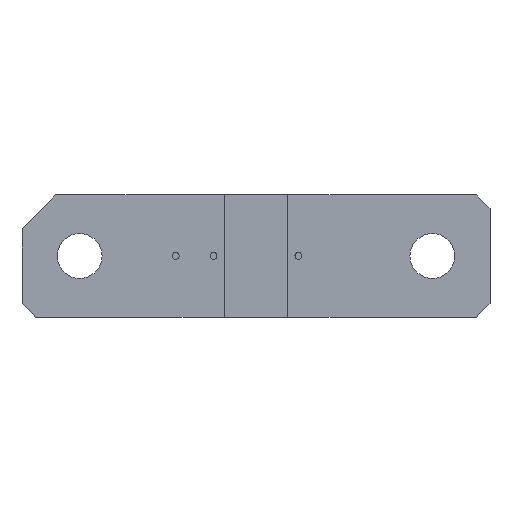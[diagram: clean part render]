
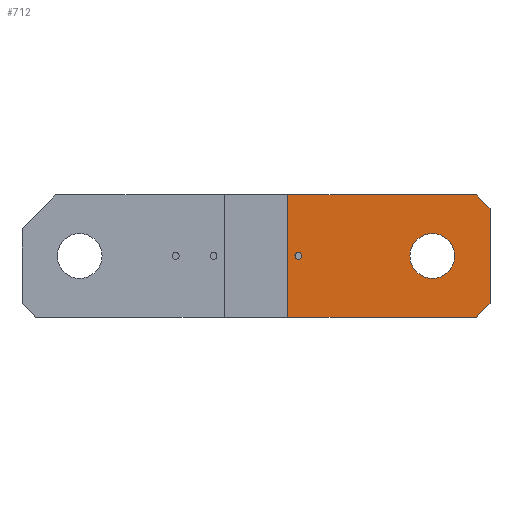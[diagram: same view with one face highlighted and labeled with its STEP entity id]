
A CAD part, top view. The second image highlights one B-rep face of the part: STEP entity #712.
In plain terms, the highlighted planar face has unit normal (0, 0, 1).
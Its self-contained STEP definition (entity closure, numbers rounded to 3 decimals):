
#497=CARTESIAN_POINT('',(26.,0.,3.));
#498=DIRECTION('',(0.,0.,1.));
#499=DIRECTION('',(1.,0.,0.));
#500=AXIS2_PLACEMENT_3D('',#497,#498,#499);
#502=CARTESIAN_POINT('',(26.,0.,3.));
#503=DIRECTION('',(0.,0.,1.));
#504=DIRECTION('',(-1.,0.,0.));
#505=AXIS2_PLACEMENT_3D('',#502,#503,#504);
#507=DIRECTION('',(-0.707,0.707,0.));
#508=VECTOR('',#507,2.828);
#509=CARTESIAN_POINT('',(34.5,7.,3.));
#510=LINE('',#509,#508);
#511=DIRECTION('',(0.,1.,0.));
#512=VECTOR('',#511,14.);
#513=CARTESIAN_POINT('',(34.5,-7.,3.));
#514=LINE('',#513,#512);
#515=DIRECTION('',(0.707,0.707,0.));
#516=VECTOR('',#515,2.828);
#517=CARTESIAN_POINT('',(32.5,-9.,3.));
#518=LINE('',#517,#516);
#519=DIRECTION('',(1.,0.,0.));
#520=VECTOR('',#519,27.8);
#521=CARTESIAN_POINT('',(4.7,-9.,3.));
#522=LINE('',#521,#520);
#523=DIRECTION('',(0.,1.,0.));
#524=VECTOR('',#523,18.);
#525=CARTESIAN_POINT('',(4.7,-9.,3.));
#526=LINE('',#525,#524);
#527=DIRECTION('',(-1.,0.,0.));
#528=VECTOR('',#527,27.8);
#529=CARTESIAN_POINT('',(32.5,9.,3.));
#530=LINE('',#529,#528);
#531=CARTESIAN_POINT('',(6.25,0.,3.));
#532=DIRECTION('',(0.,0.,1.));
#533=DIRECTION('',(1.,0.,0.));
#534=AXIS2_PLACEMENT_3D('',#531,#532,#533);
#536=CARTESIAN_POINT('',(6.25,0.,3.));
#537=DIRECTION('',(0.,0.,1.));
#538=DIRECTION('',(-1.,0.,0.));
#539=AXIS2_PLACEMENT_3D('',#536,#537,#538);
#573=CARTESIAN_POINT('',(4.7,-9.,3.));
#574=CARTESIAN_POINT('',(4.7,9.,3.));
#575=VERTEX_POINT('',#573);
#576=VERTEX_POINT('',#574);
#581=CARTESIAN_POINT('',(29.3,0.,3.));
#582=CARTESIAN_POINT('',(22.7,0.,3.));
#583=VERTEX_POINT('',#581);
#584=VERTEX_POINT('',#582);
#589=CARTESIAN_POINT('',(34.5,7.,3.));
#590=VERTEX_POINT('',#589);
#591=CARTESIAN_POINT('',(32.5,9.,3.));
#592=VERTEX_POINT('',#591);
#597=CARTESIAN_POINT('',(32.5,-9.,3.));
#598=VERTEX_POINT('',#597);
#599=CARTESIAN_POINT('',(34.5,-7.,3.));
#600=VERTEX_POINT('',#599);
#605=CARTESIAN_POINT('',(6.75,0.,3.));
#606=CARTESIAN_POINT('',(5.75,0.,3.));
#607=VERTEX_POINT('',#605);
#608=VERTEX_POINT('',#606);
#684=CARTESIAN_POINT('',(0.,0.,3.));
#685=DIRECTION('',(0.,0.,1.));
#686=DIRECTION('',(1.,0.,0.));
#687=AXIS2_PLACEMENT_3D('',#684,#685,#686);
#688=PLANE('',#687);
#690=ORIENTED_EDGE('',*,*,#689,.F.);
#692=ORIENTED_EDGE('',*,*,#691,.F.);
#694=ORIENTED_EDGE('',*,*,#693,.F.);
#696=ORIENTED_EDGE('',*,*,#695,.F.);
#698=ORIENTED_EDGE('',*,*,#697,.T.);
#700=ORIENTED_EDGE('',*,*,#699,.F.);
#701=EDGE_LOOP('',(#690,#692,#694,#696,#698,#700));
#702=FACE_OUTER_BOUND('',#701,.F.);
#703=ORIENTED_EDGE('',*,*,#664,.T.);
#704=ORIENTED_EDGE('',*,*,#678,.T.);
#705=EDGE_LOOP('',(#703,#704));
#706=FACE_BOUND('',#705,.F.);
#708=ORIENTED_EDGE('',*,*,#707,.T.);
#709=ORIENTED_EDGE('',*,*,#618,.T.);
#710=EDGE_LOOP('',(#708,#709));
#711=FACE_BOUND('',#710,.F.);
#712=ADVANCED_FACE('',(#702,#706,#711),#688,.T.);
#501=CIRCLE('',#500,3.3);
#506=CIRCLE('',#505,3.3);
#535=CIRCLE('',#534,0.5);
#540=CIRCLE('',#539,0.5);
#618=EDGE_CURVE('',#608,#607,#540,.T.);
#664=EDGE_CURVE('',#583,#584,#501,.T.);
#678=EDGE_CURVE('',#584,#583,#506,.T.);
#689=EDGE_CURVE('',#590,#592,#510,.T.);
#691=EDGE_CURVE('',#600,#590,#514,.T.);
#693=EDGE_CURVE('',#598,#600,#518,.T.);
#695=EDGE_CURVE('',#575,#598,#522,.T.);
#697=EDGE_CURVE('',#575,#576,#526,.T.);
#699=EDGE_CURVE('',#592,#576,#530,.T.);
#707=EDGE_CURVE('',#607,#608,#535,.T.);
